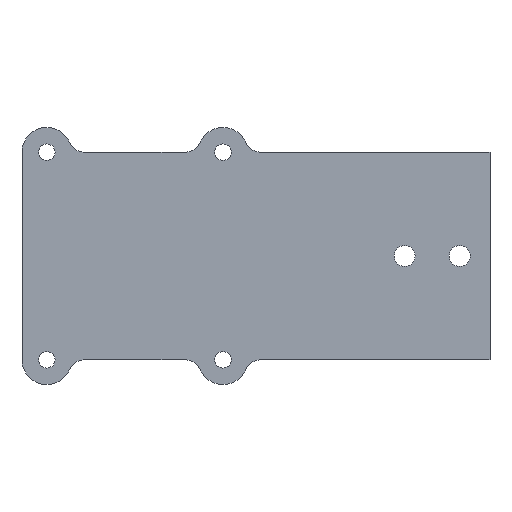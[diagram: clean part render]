
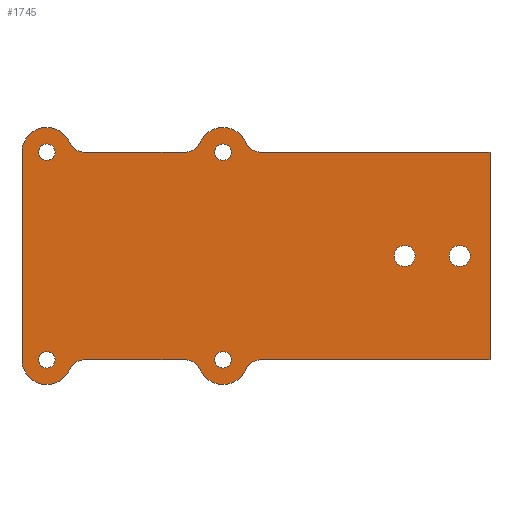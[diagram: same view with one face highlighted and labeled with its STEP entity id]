
A CAD part, front view. The second image highlights one B-rep face of the part: STEP entity #1745.
In plain terms, the highlighted planar face has unit normal (0, -1, 0).
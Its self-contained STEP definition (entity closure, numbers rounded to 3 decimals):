
#25=FACE_BOUND('',#281,.T.);
#26=FACE_BOUND('',#282,.T.);
#27=FACE_BOUND('',#283,.T.);
#28=FACE_BOUND('',#284,.T.);
#29=FACE_BOUND('',#285,.T.);
#30=FACE_BOUND('',#286,.T.);
#98=PLANE('',#1941);
#176=FACE_OUTER_BOUND('',#280,.T.);
#280=EDGE_LOOP('',(#1494,#1495,#1496,#1497,#1498,#1499,#1500,#1501,#1502,
#1503,#1504,#1505,#1506,#1507,#1508,#1509));
#281=EDGE_LOOP('',(#1510));
#282=EDGE_LOOP('',(#1511));
#283=EDGE_LOOP('',(#1512));
#284=EDGE_LOOP('',(#1513));
#285=EDGE_LOOP('',(#1514));
#286=EDGE_LOOP('',(#1515));
#320=LINE('',#2519,#460);
#325=LINE('',#2543,#465);
#332=LINE('',#2561,#472);
#369=LINE('',#3005,#509);
#375=LINE('',#3016,#515);
#438=LINE('',#3240,#578);
#460=VECTOR('',#2006,10.);
#465=VECTOR('',#2031,10.);
#472=VECTOR('',#2046,10.);
#509=VECTOR('',#2195,10.);
#515=VECTOR('',#2205,10.);
#578=VECTOR('',#2406,10.);
#594=CIRCLE('',#1793,3.);
#596=CIRCLE('',#1796,4.5);
#598=CIRCLE('',#1799,3.);
#600=CIRCLE('',#1803,3.);
#603=CIRCLE('',#1807,4.5);
#604=CIRCLE('',#1809,3.);
#607=CIRCLE('',#1814,3.);
#608=CIRCLE('',#1817,3.);
#676=CIRCLE('',#1940,4.5);
#677=CIRCLE('',#1942,4.5);
#678=CIRCLE('',#1943,1.9);
#679=CIRCLE('',#1944,1.9);
#680=CIRCLE('',#1945,1.5);
#681=CIRCLE('',#1946,1.5);
#682=CIRCLE('',#1947,1.5);
#683=CIRCLE('',#1948,1.5);
#690=VERTEX_POINT('',#2494);
#691=VERTEX_POINT('',#2495);
#694=VERTEX_POINT('',#2503);
#696=VERTEX_POINT('',#2509);
#697=VERTEX_POINT('',#2510);
#700=VERTEX_POINT('',#2521);
#701=VERTEX_POINT('',#2522);
#704=VERTEX_POINT('',#2533);
#705=VERTEX_POINT('',#2534);
#708=VERTEX_POINT('',#2542);
#712=VERTEX_POINT('',#2551);
#713=VERTEX_POINT('',#2553);
#715=VERTEX_POINT('',#2559);
#716=VERTEX_POINT('',#2563);
#781=VERTEX_POINT('',#3004);
#844=VERTEX_POINT('',#3235);
#845=VERTEX_POINT('',#3241);
#846=VERTEX_POINT('',#3243);
#847=VERTEX_POINT('',#3245);
#848=VERTEX_POINT('',#3247);
#849=VERTEX_POINT('',#3249);
#850=VERTEX_POINT('',#3251);
#856=EDGE_CURVE('',#690,#691,#594,.T.);
#860=EDGE_CURVE('',#694,#691,#596,.T.);
#863=EDGE_CURVE('',#696,#697,#598,.T.);
#868=EDGE_CURVE('',#690,#697,#320,.T.);
#869=EDGE_CURVE('',#700,#701,#600,.T.);
#874=EDGE_CURVE('',#696,#701,#603,.T.);
#875=EDGE_CURVE('',#704,#705,#604,.T.);
#879=EDGE_CURVE('',#708,#705,#325,.T.);
#884=EDGE_CURVE('',#712,#713,#607,.T.);
#888=EDGE_CURVE('',#712,#715,#332,.T.);
#889=EDGE_CURVE('',#716,#715,#608,.T.);
#977=EDGE_CURVE('',#781,#708,#369,.T.);
#984=EDGE_CURVE('',#700,#781,#375,.T.);
#1084=EDGE_CURVE('',#716,#844,#676,.T.);
#1085=EDGE_CURVE('',#704,#713,#677,.T.);
#1086=EDGE_CURVE('',#844,#694,#438,.T.);
#1087=EDGE_CURVE('',#845,#845,#678,.T.);
#1088=EDGE_CURVE('',#846,#846,#679,.T.);
#1089=EDGE_CURVE('',#847,#847,#680,.T.);
#1090=EDGE_CURVE('',#848,#848,#681,.T.);
#1091=EDGE_CURVE('',#849,#849,#682,.T.);
#1092=EDGE_CURVE('',#850,#850,#683,.T.);
#1494=ORIENTED_EDGE('',*,*,#977,.T.);
#1495=ORIENTED_EDGE('',*,*,#879,.T.);
#1496=ORIENTED_EDGE('',*,*,#875,.F.);
#1497=ORIENTED_EDGE('',*,*,#1085,.T.);
#1498=ORIENTED_EDGE('',*,*,#884,.F.);
#1499=ORIENTED_EDGE('',*,*,#888,.T.);
#1500=ORIENTED_EDGE('',*,*,#889,.F.);
#1501=ORIENTED_EDGE('',*,*,#1084,.T.);
#1502=ORIENTED_EDGE('',*,*,#1086,.T.);
#1503=ORIENTED_EDGE('',*,*,#860,.T.);
#1504=ORIENTED_EDGE('',*,*,#856,.F.);
#1505=ORIENTED_EDGE('',*,*,#868,.T.);
#1506=ORIENTED_EDGE('',*,*,#863,.F.);
#1507=ORIENTED_EDGE('',*,*,#874,.T.);
#1508=ORIENTED_EDGE('',*,*,#869,.F.);
#1509=ORIENTED_EDGE('',*,*,#984,.T.);
#1510=ORIENTED_EDGE('',*,*,#1087,.T.);
#1511=ORIENTED_EDGE('',*,*,#1088,.T.);
#1512=ORIENTED_EDGE('',*,*,#1089,.T.);
#1513=ORIENTED_EDGE('',*,*,#1090,.T.);
#1514=ORIENTED_EDGE('',*,*,#1091,.T.);
#1515=ORIENTED_EDGE('',*,*,#1092,.T.);
#1745=ADVANCED_FACE('',(#176,#25,#26,#27,#28,#29,#30),#98,.T.);
#1793=AXIS2_PLACEMENT_3D('',#2496,#1982,#1983);
#1796=AXIS2_PLACEMENT_3D('',#2504,#1990,#1991);
#1799=AXIS2_PLACEMENT_3D('',#2511,#1997,#1998);
#1803=AXIS2_PLACEMENT_3D('',#2523,#2009,#2010);
#1807=AXIS2_PLACEMENT_3D('',#2531,#2019,#2020);
#1809=AXIS2_PLACEMENT_3D('',#2535,#2023,#2024);
#1814=AXIS2_PLACEMENT_3D('',#2554,#2039,#2040);
#1817=AXIS2_PLACEMENT_3D('',#2564,#2049,#2050);
#1940=AXIS2_PLACEMENT_3D('',#3237,#2400,#2401);
#1941=AXIS2_PLACEMENT_3D('',#3238,#2402,#2403);
#1942=AXIS2_PLACEMENT_3D('',#3239,#2404,#2405);
#1943=AXIS2_PLACEMENT_3D('',#3242,#2407,#2408);
#1944=AXIS2_PLACEMENT_3D('',#3244,#2409,#2410);
#1945=AXIS2_PLACEMENT_3D('',#3246,#2411,#2412);
#1946=AXIS2_PLACEMENT_3D('',#3248,#2413,#2414);
#1947=AXIS2_PLACEMENT_3D('',#3250,#2415,#2416);
#1948=AXIS2_PLACEMENT_3D('',#3252,#2417,#2418);
#1982=DIRECTION('center_axis',(0.,-1.,0.));
#1983=DIRECTION('ref_axis',(-0.548,0.,0.837));
#1990=DIRECTION('center_axis',(0.,-1.,0.));
#1991=DIRECTION('ref_axis',(-1.,0.,0.));
#1997=DIRECTION('center_axis',(0.,-1.,0.));
#1998=DIRECTION('ref_axis',(0.548,0.,0.837));
#2006=DIRECTION('',(1.,0.,0.));
#2009=DIRECTION('center_axis',(0.,-1.,0.));
#2010=DIRECTION('ref_axis',(-0.548,0.,0.837));
#2019=DIRECTION('center_axis',(0.,-1.,0.));
#2020=DIRECTION('ref_axis',(-1.,0.,0.));
#2023=DIRECTION('center_axis',(0.,-1.,0.));
#2024=DIRECTION('ref_axis',(-0.548,0.,-0.837));
#2031=DIRECTION('',(-1.,0.,0.));
#2039=DIRECTION('center_axis',(0.,-1.,0.));
#2040=DIRECTION('ref_axis',(0.548,0.,-0.837));
#2046=DIRECTION('',(-1.,0.,0.));
#2049=DIRECTION('center_axis',(0.,-1.,0.));
#2050=DIRECTION('ref_axis',(-0.548,0.,-0.837));
#2195=DIRECTION('',(0.,0.,1.));
#2205=DIRECTION('',(1.,0.,0.));
#2400=DIRECTION('center_axis',(0.,-1.,0.));
#2401=DIRECTION('ref_axis',(1.,0.,0.));
#2402=DIRECTION('center_axis',(0.,-1.,0.));
#2403=DIRECTION('ref_axis',(0.,0.,-1.));
#2404=DIRECTION('center_axis',(0.,-1.,0.));
#2405=DIRECTION('ref_axis',(1.,0.,0.));
#2406=DIRECTION('',(0.,0.,-1.));
#2407=DIRECTION('center_axis',(0.,1.,0.));
#2408=DIRECTION('ref_axis',(-1.,0.,0.));
#2409=DIRECTION('center_axis',(0.,1.,0.));
#2410=DIRECTION('ref_axis',(-1.,0.,0.));
#2411=DIRECTION('center_axis',(0.,1.,0.));
#2412=DIRECTION('ref_axis',(-1.,0.,0.));
#2413=DIRECTION('center_axis',(0.,1.,0.));
#2414=DIRECTION('ref_axis',(-1.,0.,0.));
#2415=DIRECTION('center_axis',(0.,1.,0.));
#2416=DIRECTION('ref_axis',(-1.,0.,0.));
#2417=DIRECTION('center_axis',(0.,1.,0.));
#2418=DIRECTION('ref_axis',(-1.,0.,0.));
#2494=CARTESIAN_POINT('',(-9.126,-4.,-18.85));
#2495=CARTESIAN_POINT('',(-11.876,-4.,-20.65));
#2496=CARTESIAN_POINT('Origin',(-9.126,-4.,-21.85));
#2503=CARTESIAN_POINT('',(-20.5,-4.,-18.85));
#2504=CARTESIAN_POINT('Origin',(-16.,-4.,-18.85));
#2509=CARTESIAN_POINT('',(11.876,-4.,-20.65));
#2510=CARTESIAN_POINT('',(9.126,-4.,-18.85));
#2511=CARTESIAN_POINT('Origin',(9.126,-4.,-21.85));
#2519=CARTESIAN_POINT('',(-20.5,-4.,-18.85));
#2521=CARTESIAN_POINT('',(22.874,-4.,-18.85));
#2522=CARTESIAN_POINT('',(20.124,-4.,-20.65));
#2523=CARTESIAN_POINT('Origin',(22.874,-4.,-21.85));
#2531=CARTESIAN_POINT('Origin',(16.,-4.,-18.85));
#2533=CARTESIAN_POINT('',(20.124,-4.,20.65));
#2534=CARTESIAN_POINT('',(22.874,-4.,18.85));
#2535=CARTESIAN_POINT('Origin',(22.874,-4.,21.85));
#2542=CARTESIAN_POINT('',(64.5,-4.,18.85));
#2543=CARTESIAN_POINT('',(64.5,-4.,18.85));
#2551=CARTESIAN_POINT('',(9.126,-4.,18.85));
#2553=CARTESIAN_POINT('',(11.876,-4.,20.65));
#2554=CARTESIAN_POINT('Origin',(9.126,-4.,21.85));
#2559=CARTESIAN_POINT('',(-9.126,-4.,18.85));
#2561=CARTESIAN_POINT('',(20.5,-4.,18.85));
#2563=CARTESIAN_POINT('',(-11.876,-4.,20.65));
#2564=CARTESIAN_POINT('Origin',(-9.126,-4.,21.85));
#3004=CARTESIAN_POINT('',(64.5,-4.,-18.85));
#3005=CARTESIAN_POINT('',(64.5,-4.,-18.85));
#3016=CARTESIAN_POINT('',(20.5,-4.,-18.85));
#3235=CARTESIAN_POINT('',(-20.5,-4.,18.85));
#3237=CARTESIAN_POINT('Origin',(-16.,-4.,18.85));
#3238=CARTESIAN_POINT('Origin',(22.,-4.,0.));
#3239=CARTESIAN_POINT('Origin',(16.,-4.,18.85));
#3240=CARTESIAN_POINT('',(-20.5,-4.,18.85));
#3241=CARTESIAN_POINT('',(57.1,-4.,0.));
#3242=CARTESIAN_POINT('Origin',(59.,-4.,0.));
#3243=CARTESIAN_POINT('',(47.1,-4.,0.));
#3244=CARTESIAN_POINT('Origin',(49.,-4.,0.));
#3245=CARTESIAN_POINT('',(-17.5,-4.,-18.85));
#3246=CARTESIAN_POINT('Origin',(-16.,-4.,-18.85));
#3247=CARTESIAN_POINT('',(14.5,-4.,-18.85));
#3248=CARTESIAN_POINT('Origin',(16.,-4.,-18.85));
#3249=CARTESIAN_POINT('',(14.5,-4.,18.85));
#3250=CARTESIAN_POINT('Origin',(16.,-4.,18.85));
#3251=CARTESIAN_POINT('',(-17.5,-4.,18.85));
#3252=CARTESIAN_POINT('Origin',(-16.,-4.,18.85));
